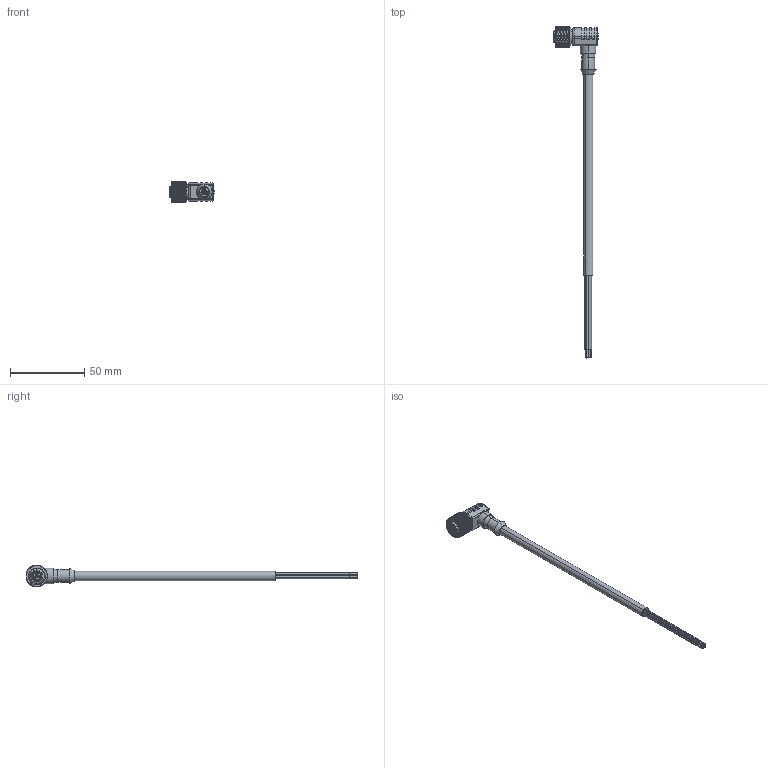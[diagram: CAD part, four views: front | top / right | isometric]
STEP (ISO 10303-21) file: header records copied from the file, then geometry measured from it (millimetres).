
FILE_DESCRIPTION((''),'2;1');
FILE_NAME('246801_SM01_ASM','2024-12-06T08:22:09',('banengservice'),('BANNER ENGINEERING'),'CREO PARAMETRIC BY PTC INC, 2022414','CREO PARAMETRIC BY PTC INC, 2022414','');
FILE_SCHEMA(('CONFIG_CONTROL_DESIGN'));
Products named in the file (2): 246801_EP01; 246801_SM01_ASM
Assembly tree (1 placements, depth 2):
  246801_SM01_ASM
    246801_EP01
Bounding box: 30 x 224.25 x 14.5 mm (x, y, z)
Volume: 9583.6 mm3; surface area: 9004 mm2
Topology: 1 solids, 1 shells, 3150 faces, 6975 edges, 3855 vertices
Faces by surface type: bspline 2007, cylinder 904, plane 182, cone 32, torus 19, sphere 6
Entity records: 138457 total; most frequent: CARTESIAN_POINT 81653, ORIENTED_EDGE 13942, DIRECTION 7680, EDGE_CURVE 6971, VERTEX_POINT 3855, B_SPLINE_CURVE_WITH_KNOTS 3523, EDGE_LOOP 3216, FACE_OUTER_BOUND 3150
